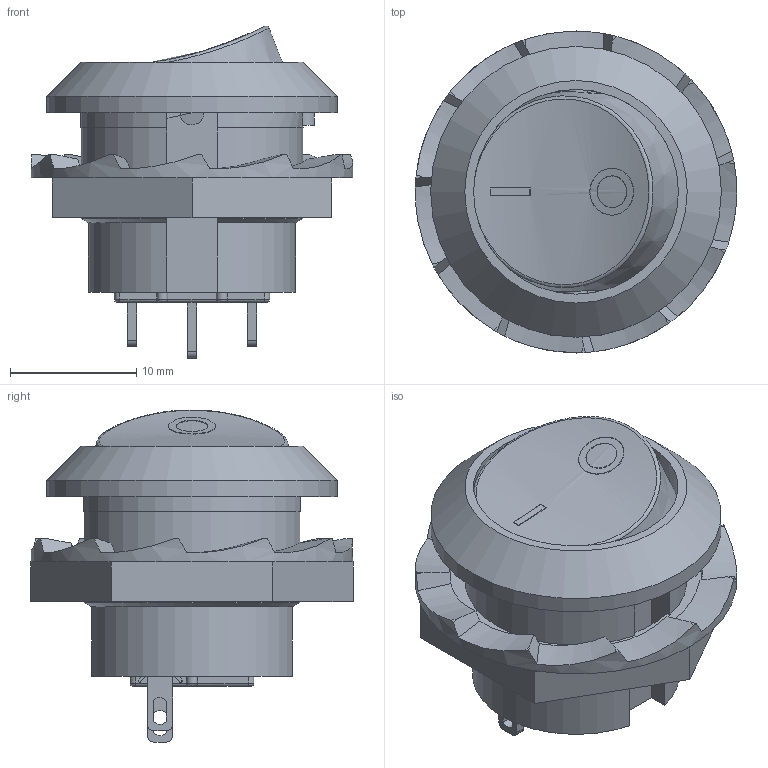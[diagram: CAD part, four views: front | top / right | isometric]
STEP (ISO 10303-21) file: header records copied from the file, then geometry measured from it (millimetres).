
FILE_DESCRIPTION((' '),'2;1');
FILE_NAME('RR3130CxxxxxxFS.stp','2017-08-03T08:15:33',(' '),(' '),' ','ACIS',' ');
FILE_SCHEMA(('CONFIG_CONTROL_DESIGN'));
Length unit declared in the file: inch
Products named in the file (1): RR3130CxxxxxxFS.stp
Bounding box: 25.44 x 25.5 x 26.26 mm (x, y, z)
Volume: 4746.6 mm3; surface area: 4177.8 mm2
Topology: 1 solids, 2 shells, 282 faces, 855 edges, 553 vertices
Faces by surface type: plane 186, cylinder 81, bspline 9, cone 6
Full cylindrical faces by diameter (mm): 1.9 x2, 3.2 x1, 4.9 x1, 16.2 x1, 20 x1, 23 x1, 25.44 x1
Entity records: 12481 total; most frequent: CARTESIAN_POINT 4645, ORIENTED_EDGE 1678, DIRECTION 1571, EDGE_CURVE 839, VECTOR 549, LINE 549, VERTEX_POINT 546, AXIS2_PLACEMENT_3D 511
